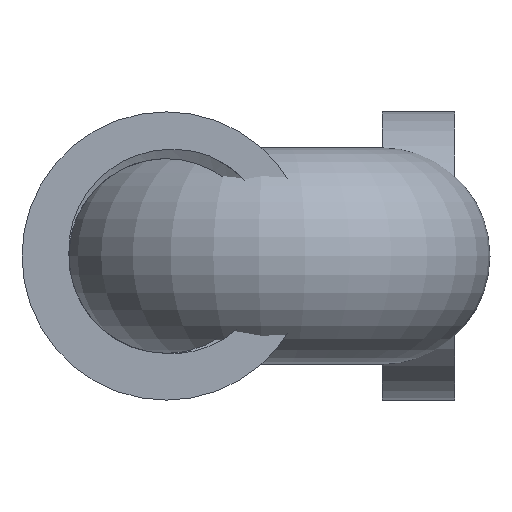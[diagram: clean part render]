
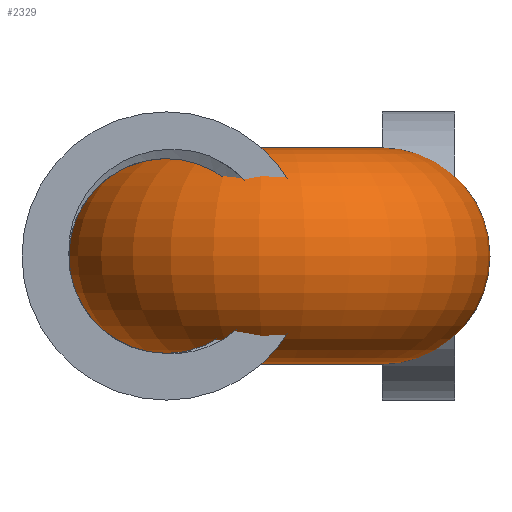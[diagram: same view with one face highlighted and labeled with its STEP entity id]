
A CAD part, left-side view. The second image highlights one B-rep face of the part: STEP entity #2329.
In plain terms, the highlighted toroidal (fillet/blend) face has major radius 15 mm and minor radius 15 mm.
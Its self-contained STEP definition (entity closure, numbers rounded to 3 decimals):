
#40 = CIRCLE ( 'NONE', #160, 15. ) ;
#63 = DIRECTION ( 'NONE',  ( 0., 0., -1. ) ) ;
#87 = ORIENTED_EDGE ( 'NONE', *, *, #571, .T. ) ;
#160 = AXIS2_PLACEMENT_3D ( 'NONE', #255, #595, #1879 ) ;
#232 = CIRCLE ( 'NONE', #2059, 15. ) ;
#255 = CARTESIAN_POINT ( 'NONE',  ( -15., 30., 0. ) ) ;
#272 = AXIS2_PLACEMENT_3D ( 'NONE', #628, #815, #2091 ) ;
#347 = AXIS2_PLACEMENT_3D ( 'NONE', #1097, #376, #1476 ) ;
#376 = DIRECTION ( 'NONE',  ( 1., 0., 0. ) ) ;
#571 = EDGE_CURVE ( 'NONE', #1813, #1859, #40, .T. ) ;
#595 = DIRECTION ( 'NONE',  ( 1., 0., 0. ) ) ;
#619 = CARTESIAN_POINT ( 'NONE',  ( -15., 30., 15. ) ) ;
#628 = CARTESIAN_POINT ( 'NONE',  ( 0., 15., 0. ) ) ;
#630 = EDGE_CURVE ( 'NONE', #1859, #1938, #1527, .T. ) ;
#675 = DIRECTION ( 'NONE',  ( 0., 0., 1. ) ) ;
#696 = ORIENTED_EDGE ( 'NONE', *, *, #733, .F. ) ;
#708 = ORIENTED_EDGE ( 'NONE', *, *, #630, .T. ) ;
#733 = EDGE_CURVE ( 'NONE', #1637, #2265, #1417, .T. ) ;
#774 = DIRECTION ( 'NONE',  ( 1., 0., 0. ) ) ;
#815 = DIRECTION ( 'NONE',  ( 0., -1., 0. ) ) ;
#858 = CARTESIAN_POINT ( 'NONE',  ( -15., 15., 0. ) ) ;
#914 = EDGE_CURVE ( 'NONE', #1938, #1813, #1147, .T. ) ;
#921 = DIRECTION ( 'NONE',  ( 0., -1., 0. ) ) ;
#923 = CARTESIAN_POINT ( 'NONE',  ( -15., 30., -15. ) ) ;
#979 = CARTESIAN_POINT ( 'NONE',  ( -15., 30., 0. ) ) ;
#1097 = CARTESIAN_POINT ( 'NONE',  ( -15., 30., 0. ) ) ;
#1147 = CIRCLE ( 'NONE', #347, 15. ) ;
#1232 = TOROIDAL_SURFACE ( 'NONE', #1717, 15., 15. ) ;
#1282 = EDGE_LOOP ( 'NONE', ( #708, #1431, #87, #2029, #696, #2158 ) ) ;
#1411 = DIRECTION ( 'NONE',  ( 1., 0., 0. ) ) ;
#1417 = CIRCLE ( 'NONE', #1712, 15. ) ;
#1431 = ORIENTED_EDGE ( 'NONE', *, *, #914, .T. ) ;
#1476 = DIRECTION ( 'NONE',  ( 0., 0., -1. ) ) ;
#1510 = CARTESIAN_POINT ( 'NONE',  ( 0., 15., 0. ) ) ;
#1527 = CIRCLE ( 'NONE', #1568, 15. ) ;
#1568 = AXIS2_PLACEMENT_3D ( 'NONE', #979, #774, #2239 ) ;
#1624 = DIRECTION ( 'NONE',  ( 0., 0., -1. ) ) ;
#1626 = EDGE_CURVE ( 'NONE', #2265, #1859, #232, .T. ) ;
#1633 = CARTESIAN_POINT ( 'NONE',  ( 0., 15., 0. ) ) ;
#1637 = VERTEX_POINT ( 'NONE', #2219 ) ;
#1712 = AXIS2_PLACEMENT_3D ( 'NONE', #1633, #921, #1624 ) ;
#1717 = AXIS2_PLACEMENT_3D ( 'NONE', #2312, #675, #1411 ) ;
#1738 = FACE_OUTER_BOUND ( 'NONE', #1282, .T. ) ;
#1813 = VERTEX_POINT ( 'NONE', #619 ) ;
#1859 = VERTEX_POINT ( 'NONE', #858 ) ;
#1879 = DIRECTION ( 'NONE',  ( 0., 0., -1. ) ) ;
#1894 = CARTESIAN_POINT ( 'NONE',  ( 0., 15., 15. ) ) ;
#1938 = VERTEX_POINT ( 'NONE', #923 ) ;
#2029 = ORIENTED_EDGE ( 'NONE', *, *, #1626, .F. ) ;
#2059 = AXIS2_PLACEMENT_3D ( 'NONE', #1510, #2255, #63 ) ;
#2091 = DIRECTION ( 'NONE',  ( 0., 0., -1. ) ) ;
#2111 = EDGE_CURVE ( 'NONE', #1859, #1637, #2331, .T. ) ;
#2158 = ORIENTED_EDGE ( 'NONE', *, *, #2111, .F. ) ;
#2219 = CARTESIAN_POINT ( 'NONE',  ( 0., 15., -15. ) ) ;
#2239 = DIRECTION ( 'NONE',  ( 0., 0., -1. ) ) ;
#2255 = DIRECTION ( 'NONE',  ( 0., -1., 0. ) ) ;
#2265 = VERTEX_POINT ( 'NONE', #1894 ) ;
#2312 = CARTESIAN_POINT ( 'NONE',  ( -15., 15., 0. ) ) ;
#2329 = ADVANCED_FACE ( 'NONE', ( #1738 ), #1232, .T. ) ;
#2331 = CIRCLE ( 'NONE', #272, 15. ) ;
